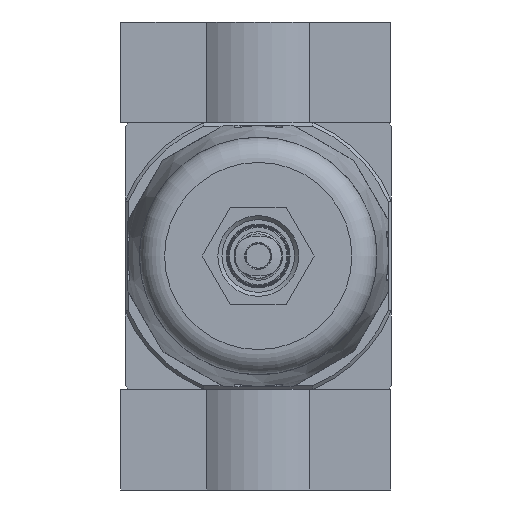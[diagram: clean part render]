
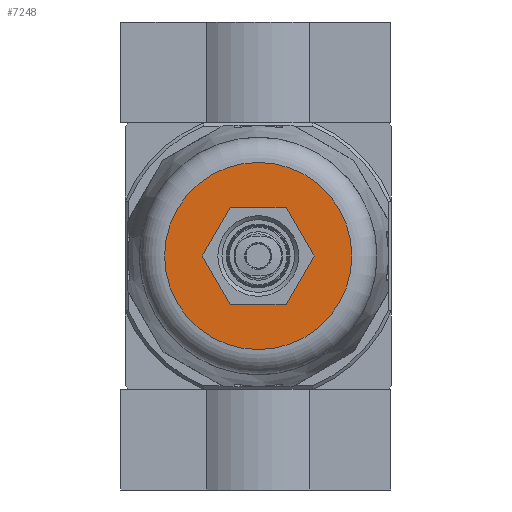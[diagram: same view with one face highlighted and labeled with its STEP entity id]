
A CAD part, front view. The second image highlights one B-rep face of the part: STEP entity #7248.
In plain terms, the highlighted planar face has unit normal (0, -1, 0).
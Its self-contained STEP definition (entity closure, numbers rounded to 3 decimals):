
#473=CIRCLE('',#7718,23.2);
#1046=ORIENTED_EDGE('',*,*,#2443,.T.);
#1047=ORIENTED_EDGE('',*,*,#2444,.T.);
#1048=ORIENTED_EDGE('',*,*,#2445,.T.);
#1049=ORIENTED_EDGE('',*,*,#2446,.T.);
#1050=ORIENTED_EDGE('',*,*,#2447,.T.);
#1051=ORIENTED_EDGE('',*,*,#2448,.T.);
#1052=ORIENTED_EDGE('',*,*,#2449,.T.);
#2443=EDGE_CURVE('',#3171,#3171,#473,.T.);
#2444=EDGE_CURVE('',#3172,#3173,#3685,.T.);
#2445=EDGE_CURVE('',#3173,#3174,#3686,.T.);
#2446=EDGE_CURVE('',#3174,#3175,#3687,.T.);
#2447=EDGE_CURVE('',#3175,#3176,#3688,.T.);
#2448=EDGE_CURVE('',#3176,#3177,#3689,.T.);
#2449=EDGE_CURVE('',#3177,#3172,#3690,.T.);
#3171=VERTEX_POINT('',#10516);
#3172=VERTEX_POINT('',#10518);
#3173=VERTEX_POINT('',#10519);
#3174=VERTEX_POINT('',#10521);
#3175=VERTEX_POINT('',#10523);
#3176=VERTEX_POINT('',#10525);
#3177=VERTEX_POINT('',#10527);
#3685=LINE('',#10517,#4059);
#3686=LINE('',#10520,#4060);
#3687=LINE('',#10522,#4061);
#3688=LINE('',#10524,#4062);
#3689=LINE('',#10526,#4063);
#3690=LINE('',#10528,#4064);
#4059=VECTOR('',#8639,1000.);
#4060=VECTOR('',#8640,1000.);
#4061=VECTOR('',#8641,1000.);
#4062=VECTOR('',#8642,1000.);
#4063=VECTOR('',#8643,1000.);
#4064=VECTOR('',#8644,1000.);
#4458=EDGE_LOOP('',(#1046));
#4459=EDGE_LOOP('',(#1047,#1048,#1049,#1050,#1051,#1052));
#4988=FACE_BOUND('',#4458,.T.);
#4989=FACE_BOUND('',#4459,.T.);
#5445=PLANE('',#7717);
#7248=ADVANCED_FACE('',(#4988,#4989),#5445,.F.);
#7717=AXIS2_PLACEMENT_3D('',#10514,#8635,#8636);
#7718=AXIS2_PLACEMENT_3D('',#10515,#8637,#8638);
#8635=DIRECTION('',(0.,1.,0.));
#8636=DIRECTION('',(0.,0.,1.));
#8637=DIRECTION('',(0.,-1.,0.));
#8638=DIRECTION('',(0.,0.,-1.));
#8639=DIRECTION('',(0.,0.,1.));
#8640=DIRECTION('',(0.866,0.,0.5));
#8641=DIRECTION('',(0.866,0.,-0.5));
#8642=DIRECTION('',(0.,0.,-1.));
#8643=DIRECTION('',(-0.866,0.,-0.5));
#8644=DIRECTION('',(-0.866,0.,0.5));
#10514=CARTESIAN_POINT('',(23.2,-165.,0.));
#10515=CARTESIAN_POINT('',(0.,-165.,0.));
#10516=CARTESIAN_POINT('',(0.,-165.,-23.2));
#10517=CARTESIAN_POINT('',(-12.,-165.,-6.928));
#10518=CARTESIAN_POINT('',(-12.,-165.,-6.928));
#10519=CARTESIAN_POINT('',(-12.,-165.,6.928));
#10520=CARTESIAN_POINT('',(-12.,-165.,6.928));
#10521=CARTESIAN_POINT('',(0.,-165.,13.856));
#10522=CARTESIAN_POINT('',(0.,-165.,13.856));
#10523=CARTESIAN_POINT('',(12.,-165.,6.928));
#10524=CARTESIAN_POINT('',(12.,-165.,6.928));
#10525=CARTESIAN_POINT('',(12.,-165.,-6.928));
#10526=CARTESIAN_POINT('',(12.,-165.,-6.928));
#10527=CARTESIAN_POINT('',(0.,-165.,-13.856));
#10528=CARTESIAN_POINT('',(0.,-165.,-13.856));
